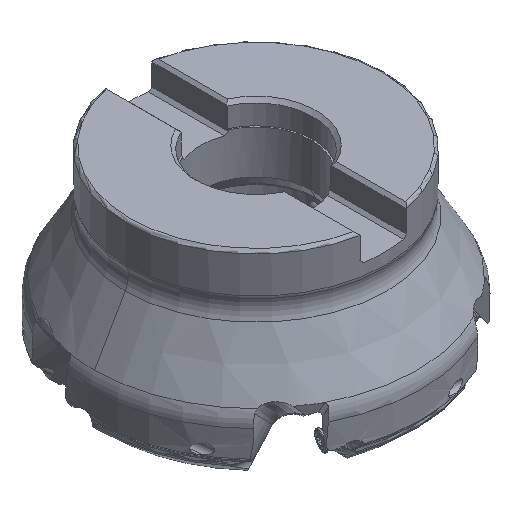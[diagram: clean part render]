
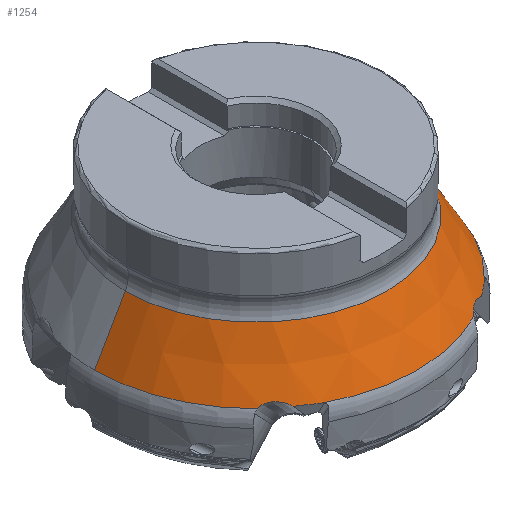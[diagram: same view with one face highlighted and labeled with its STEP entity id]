
A CAD part, isometric view. The second image highlights one B-rep face of the part: STEP entity #1254.
In plain terms, the highlighted conical face has half-angle 30 degrees and reference radius 50.322 mm.
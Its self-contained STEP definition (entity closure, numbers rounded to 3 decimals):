
#918=ELLIPSE('',#13692,340.677,142.333);
#919=ELLIPSE('',#13694,340.677,142.333);
#1254=ADVANCED_FACE('',(#2042),#1753,.T.);
#1753=CONICAL_SURFACE('',#13695,50.322,30.);
#2042=FACE_OUTER_BOUND('',#2824,.T.);
#2824=EDGE_LOOP('',(#6904,#6905,#6906,#6907,#6908,#6909,#6910,#6911,#6912,
#6913));
#3512=LINE('',#29600,#4082);
#3513=LINE('',#29604,#4083);
#4082=VECTOR('',#15529,1.);
#4083=VECTOR('',#15532,1.);
#4915=B_SPLINE_CURVE_WITH_KNOTS('',3,(#31148,#31149,#31150,#31151,#31152,
#31153,#31154,#31155,#31156,#31157,#31158,#31159,#31160,#31161,#31162,#31163,
#31164,#31165,#31166,#31167,#31168,#31169,#31170,#31171,#31172,#31173,#31174,
#31175,#31176),.UNSPECIFIED.,.F.,.F.,(4,1,1,1,1,1,1,1,1,1,1,1,1,1,1,1,1,
1,1,1,1,1,1,1,1,1,4),(0.,0.038,0.077,0.115,
0.154,0.192,0.231,0.269,0.308,
0.346,0.385,0.423,0.462,0.5,0.538,
0.577,0.615,0.654,0.692,0.731,
0.769,0.808,0.846,0.885,0.923,
0.962,1.),.UNSPECIFIED.);
#4916=B_SPLINE_CURVE_WITH_KNOTS('',3,(#31180,#31181,#31182,#31183,#31184,
#31185,#31186,#31187,#31188,#31189,#31190,#31191,#31192,#31193,#31194,#31195,
#31196,#31197,#31198,#31199,#31200,#31201,#31202,#31203,#31204,#31205,#31206,
#31207,#31208),.UNSPECIFIED.,.F.,.F.,(4,1,1,1,1,1,1,1,1,1,1,1,1,1,1,1,1,
1,1,1,1,1,1,1,1,1,4),(0.,0.038,0.077,0.115,
0.154,0.192,0.231,0.269,0.308,
0.346,0.385,0.423,0.462,0.5,0.538,
0.577,0.615,0.654,0.692,0.731,
0.769,0.808,0.846,0.885,0.923,
0.962,1.),.UNSPECIFIED.);
#6904=ORIENTED_EDGE('',*,*,#11101,.T.);
#6905=ORIENTED_EDGE('',*,*,#11339,.T.);
#6906=ORIENTED_EDGE('',*,*,#11340,.T.);
#6907=ORIENTED_EDGE('',*,*,#11095,.T.);
#6908=ORIENTED_EDGE('',*,*,#11236,.T.);
#6909=ORIENTED_EDGE('',*,*,#11341,.F.);
#6910=ORIENTED_EDGE('',*,*,#11234,.F.);
#6911=ORIENTED_EDGE('',*,*,#11104,.T.);
#6912=ORIENTED_EDGE('',*,*,#11342,.T.);
#6913=ORIENTED_EDGE('',*,*,#11343,.T.);
#9685=VERTEX_POINT('',#27477);
#9686=VERTEX_POINT('',#27479);
#9690=VERTEX_POINT('',#27545);
#9691=VERTEX_POINT('',#27547);
#9693=VERTEX_POINT('',#27566);
#9694=VERTEX_POINT('',#27568);
#9764=VERTEX_POINT('',#29601);
#9765=VERTEX_POINT('',#29603);
#9820=VERTEX_POINT('',#31177);
#9821=VERTEX_POINT('',#31209);
#11095=EDGE_CURVE('',#9686,#9685,#12527,.T.);
#11101=EDGE_CURVE('',#9691,#9690,#12528,.T.);
#11104=EDGE_CURVE('',#9694,#9693,#12529,.T.);
#11234=EDGE_CURVE('',#9694,#9764,#3512,.T.);
#11236=EDGE_CURVE('',#9685,#9765,#3513,.T.);
#11339=EDGE_CURVE('',#9690,#9820,#4915,.T.);
#11340=EDGE_CURVE('',#9820,#9686,#918,.T.);
#11341=EDGE_CURVE('',#9764,#9765,#12576,.T.);
#11342=EDGE_CURVE('',#9693,#9821,#4916,.T.);
#11343=EDGE_CURVE('',#9821,#9691,#919,.T.);
#12527=CIRCLE('',#13538,55.598);
#12528=CIRCLE('',#13540,55.598);
#12529=CIRCLE('',#13542,55.598);
#12576=CIRCLE('',#13693,45.045);
#13538=AXIS2_PLACEMENT_3D('',#27478,#15299,#15300);
#13540=AXIS2_PLACEMENT_3D('',#27546,#15303,#15304);
#13542=AXIS2_PLACEMENT_3D('',#27567,#15307,#15308);
#13692=AXIS2_PLACEMENT_3D('',#31178,#15718,#15719);
#13693=AXIS2_PLACEMENT_3D('',#31179,#15720,#15721);
#13694=AXIS2_PLACEMENT_3D('',#31210,#15722,#15723);
#13695=AXIS2_PLACEMENT_3D('',#31211,#15724,#15725);
#15299=DIRECTION('',(0.,0.,1.));
#15300=DIRECTION('',(0.687,-0.727,0.));
#15303=DIRECTION('',(0.,0.,1.));
#15304=DIRECTION('',(-0.479,-0.878,0.));
#15307=DIRECTION('',(0.,0.,1.));
#15308=DIRECTION('',(-1.,0.,0.));
#15529=DIRECTION('',(0.5,0.,0.866));
#15532=DIRECTION('',(-0.5,0.,0.866));
#15718=DIRECTION('',(-0.486,0.619,0.617));
#15719=DIRECTION('',(-0.381,0.485,-0.787));
#15720=DIRECTION('',(0.,0.,1.));
#15721=DIRECTION('',(-1.,0.,0.));
#15722=DIRECTION('',(0.438,0.654,0.617));
#15723=DIRECTION('',(0.344,0.513,-0.787));
#15724=DIRECTION('',(0.,0.,-1.));
#15725=DIRECTION('',(1.,0.,0.));
#27477=CARTESIAN_POINT('',(55.598,0.,-39.181));
#27478=CARTESIAN_POINT('',(0.,0.,-39.181));
#27479=CARTESIAN_POINT('',(38.193,-40.404,-39.181));
#27545=CARTESIAN_POINT('',(25.539,-49.385,-39.181));
#27546=CARTESIAN_POINT('',(0.,0.,-39.181));
#27547=CARTESIAN_POINT('',(-26.624,-48.809,-39.181));
#27566=CARTESIAN_POINT('',(-39.076,-39.55,-39.181));
#27567=CARTESIAN_POINT('',(0.,0.,-39.181));
#27568=CARTESIAN_POINT('',(-55.598,0.,-39.181));
#29600=CARTESIAN_POINT('',(-55.598,0.,-39.181));
#29601=CARTESIAN_POINT('',(-45.045,0.,-20.903));
#29603=CARTESIAN_POINT('',(45.045,0.,-20.903));
#29604=CARTESIAN_POINT('',(55.598,0.,-39.181));
#31148=CARTESIAN_POINT('',(25.539,-49.385,-39.181));
#31149=CARTESIAN_POINT('',(25.571,-49.333,-39.126));
#31150=CARTESIAN_POINT('',(25.64,-49.228,-39.019));
#31151=CARTESIAN_POINT('',(25.757,-49.068,-38.867));
#31152=CARTESIAN_POINT('',(25.886,-48.906,-38.723));
#31153=CARTESIAN_POINT('',(26.029,-48.741,-38.588));
#31154=CARTESIAN_POINT('',(26.185,-48.574,-38.461));
#31155=CARTESIAN_POINT('',(26.355,-48.404,-38.342));
#31156=CARTESIAN_POINT('',(26.542,-48.23,-38.232));
#31157=CARTESIAN_POINT('',(26.744,-48.052,-38.132));
#31158=CARTESIAN_POINT('',(26.962,-47.87,-38.042));
#31159=CARTESIAN_POINT('',(27.198,-47.684,-37.963));
#31160=CARTESIAN_POINT('',(27.451,-47.495,-37.897));
#31161=CARTESIAN_POINT('',(27.722,-47.301,-37.844));
#31162=CARTESIAN_POINT('',(28.011,-47.105,-37.805));
#31163=CARTESIAN_POINT('',(28.319,-46.905,-37.782));
#31164=CARTESIAN_POINT('',(28.644,-46.703,-37.776));
#31165=CARTESIAN_POINT('',(28.986,-46.5,-37.788));
#31166=CARTESIAN_POINT('',(29.343,-46.297,-37.82));
#31167=CARTESIAN_POINT('',(29.715,-46.096,-37.872));
#31168=CARTESIAN_POINT('',(30.097,-45.897,-37.945));
#31169=CARTESIAN_POINT('',(30.49,-45.702,-38.039));
#31170=CARTESIAN_POINT('',(30.89,-45.514,-38.155));
#31171=CARTESIAN_POINT('',(31.294,-45.332,-38.291));
#31172=CARTESIAN_POINT('',(31.7,-45.16,-38.448));
#31173=CARTESIAN_POINT('',(32.105,-44.998,-38.624));
#31174=CARTESIAN_POINT('',(32.508,-44.846,-38.818));
#31175=CARTESIAN_POINT('',(32.772,-44.754,-38.959));
#31176=CARTESIAN_POINT('',(32.903,-44.71,-39.032));
#31177=CARTESIAN_POINT('',(32.903,-44.71,-39.032));
#31178=CARTESIAN_POINT('',(-95.641,121.669,-307.063));
#31179=CARTESIAN_POINT('',(0.,0.,-20.903));
#31180=CARTESIAN_POINT('',(-39.076,-39.55,-39.181));
#31181=CARTESIAN_POINT('',(-39.017,-39.564,-39.126));
#31182=CARTESIAN_POINT('',(-38.895,-39.598,-39.019));
#31183=CARTESIAN_POINT('',(-38.707,-39.659,-38.867));
#31184=CARTESIAN_POINT('',(-38.513,-39.732,-38.723));
#31185=CARTESIAN_POINT('',(-38.313,-39.817,-38.588));
#31186=CARTESIAN_POINT('',(-38.105,-39.914,-38.461));
#31187=CARTESIAN_POINT('',(-37.891,-40.023,-38.342));
#31188=CARTESIAN_POINT('',(-37.668,-40.146,-38.232));
#31189=CARTESIAN_POINT('',(-37.436,-40.284,-38.132));
#31190=CARTESIAN_POINT('',(-37.196,-40.435,-38.042));
#31191=CARTESIAN_POINT('',(-36.946,-40.602,-37.963));
#31192=CARTESIAN_POINT('',(-36.687,-40.784,-37.897));
#31193=CARTESIAN_POINT('',(-36.42,-40.982,-37.844));
#31194=CARTESIAN_POINT('',(-36.143,-41.196,-37.805));
#31195=CARTESIAN_POINT('',(-35.858,-41.427,-37.782));
#31196=CARTESIAN_POINT('',(-35.566,-41.674,-37.776));
#31197=CARTESIAN_POINT('',(-35.267,-41.936,-37.788));
#31198=CARTESIAN_POINT('',(-34.964,-42.214,-37.82));
#31199=CARTESIAN_POINT('',(-34.657,-42.505,-37.872));
#31200=CARTESIAN_POINT('',(-34.35,-42.807,-37.945));
#31201=CARTESIAN_POINT('',(-34.044,-43.121,-38.039));
#31202=CARTESIAN_POINT('',(-33.74,-43.443,-38.155));
#31203=CARTESIAN_POINT('',(-33.443,-43.771,-38.291));
#31204=CARTESIAN_POINT('',(-33.154,-44.104,-38.448));
#31205=CARTESIAN_POINT('',(-32.874,-44.439,-38.624));
#31206=CARTESIAN_POINT('',(-32.606,-44.775,-38.818));
#31207=CARTESIAN_POINT('',(-32.437,-44.998,-38.959));
#31208=CARTESIAN_POINT('',(-32.354,-45.109,-39.032));
#31209=CARTESIAN_POINT('',(-32.354,-45.109,-39.032));
#31210=CARTESIAN_POINT('',(86.16,128.558,-307.063));
#31211=CARTESIAN_POINT('',(0.,0.,-30.042));
